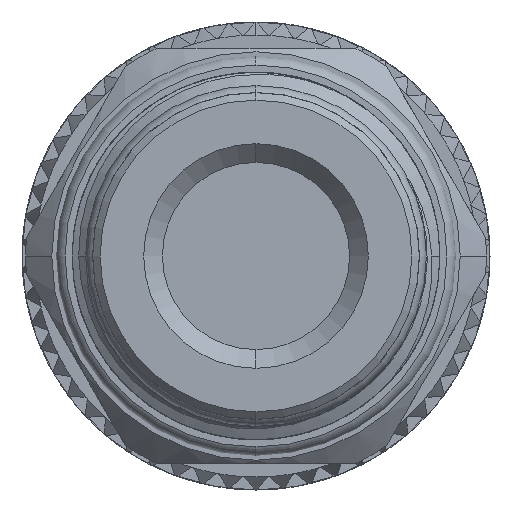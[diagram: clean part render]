
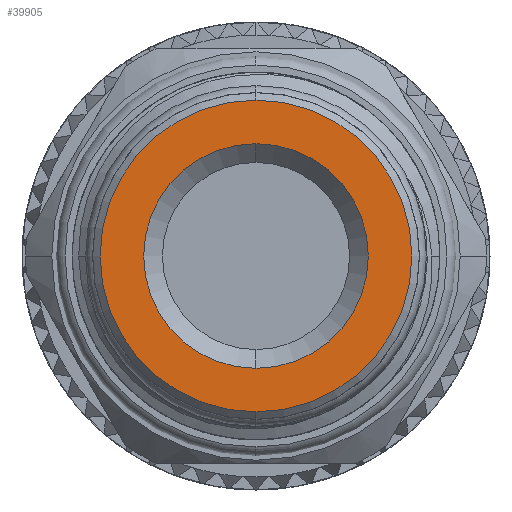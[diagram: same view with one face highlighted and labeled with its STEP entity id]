
A CAD part, left-side view. The second image highlights one B-rep face of the part: STEP entity #39905.
In plain terms, the highlighted planar face has unit normal (-1, 0, 0).
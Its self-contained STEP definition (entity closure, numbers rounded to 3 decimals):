
#3572 = CARTESIAN_POINT ( 'NONE',  ( -72.3, 0., 0. ) ) ;
#3731 = DIRECTION ( 'NONE',  ( -1., 0., 0. ) ) ;
#4253 = CARTESIAN_POINT ( 'NONE',  ( -72.3, 0., 0. ) ) ;
#4467 = EDGE_CURVE ( 'NONE', #23766, #41214, #10523, .T. ) ;
#5560 = ORIENTED_EDGE ( 'NONE', *, *, #25973, .T. ) ;
#8006 = DIRECTION ( 'NONE',  ( 0., 0., -1. ) ) ;
#8096 = CARTESIAN_POINT ( 'NONE',  ( -72.3, 0., -6. ) ) ;
#9274 = DIRECTION ( 'NONE',  ( 0., 0., 1. ) ) ;
#10523 = CIRCLE ( 'NONE', #17605, 6. ) ;
#11201 = CARTESIAN_POINT ( 'NONE',  ( -72.3, 0., 0. ) ) ;
#12128 = ORIENTED_EDGE ( 'NONE', *, *, #39673, .T. ) ;
#12851 = VERTEX_POINT ( 'NONE', #33085 ) ;
#14651 = DIRECTION ( 'NONE',  ( 0., 0., 1. ) ) ;
#15298 = CARTESIAN_POINT ( 'NONE',  ( -72.3, 0., -8.325 ) ) ;
#16838 = FACE_BOUND ( 'NONE', #24605, .T. ) ;
#17605 = AXIS2_PLACEMENT_3D ( 'NONE', #33164, #23036, #9274 ) ;
#20302 = CIRCLE ( 'NONE', #41276, 6. ) ;
#23036 = DIRECTION ( 'NONE',  ( -1., 0., 0. ) ) ;
#23766 = VERTEX_POINT ( 'NONE', #8096 ) ;
#24528 = DIRECTION ( 'NONE',  ( 0., 0., 1. ) ) ;
#24605 = EDGE_LOOP ( 'NONE', ( #31216, #40650 ) ) ;
#25874 = AXIS2_PLACEMENT_3D ( 'NONE', #11201, #35689, #8006 ) ;
#25973 = EDGE_CURVE ( 'NONE', #12851, #39812, #37100, .T. ) ;
#27256 = CIRCLE ( 'NONE', #37046, 8.325 ) ;
#28482 = AXIS2_PLACEMENT_3D ( 'NONE', #34902, #37836, #38442 ) ;
#31216 = ORIENTED_EDGE ( 'NONE', *, *, #32694, .F. ) ;
#32180 = PLANE ( 'NONE',  #25874 ) ;
#32694 = EDGE_CURVE ( 'NONE', #41214, #23766, #20302, .T. ) ;
#33085 = CARTESIAN_POINT ( 'NONE',  ( -72.3, 0., 8.325 ) ) ;
#33164 = CARTESIAN_POINT ( 'NONE',  ( -72.3, 0., 0. ) ) ;
#33281 = FACE_OUTER_BOUND ( 'NONE', #35483, .T. ) ;
#34902 = CARTESIAN_POINT ( 'NONE',  ( -72.3, 0., 0. ) ) ;
#35483 = EDGE_LOOP ( 'NONE', ( #12128, #5560 ) ) ;
#35689 = DIRECTION ( 'NONE',  ( 1., 0., 0. ) ) ;
#35766 = DIRECTION ( 'NONE',  ( -1., 0., 0. ) ) ;
#35826 = CARTESIAN_POINT ( 'NONE',  ( -72.3, 0., 6. ) ) ;
#37046 = AXIS2_PLACEMENT_3D ( 'NONE', #3572, #3731, #24528 ) ;
#37100 = CIRCLE ( 'NONE', #28482, 8.325 ) ;
#37836 = DIRECTION ( 'NONE',  ( -1., 0., 0. ) ) ;
#38442 = DIRECTION ( 'NONE',  ( 0., 0., 1. ) ) ;
#39673 = EDGE_CURVE ( 'NONE', #39812, #12851, #27256, .T. ) ;
#39812 = VERTEX_POINT ( 'NONE', #15298 ) ;
#39905 = ADVANCED_FACE ( 'NONE', ( #33281, #16838 ), #32180, .F. ) ;
#40650 = ORIENTED_EDGE ( 'NONE', *, *, #4467, .F. ) ;
#41214 = VERTEX_POINT ( 'NONE', #35826 ) ;
#41276 = AXIS2_PLACEMENT_3D ( 'NONE', #4253, #35766, #14651 ) ;
